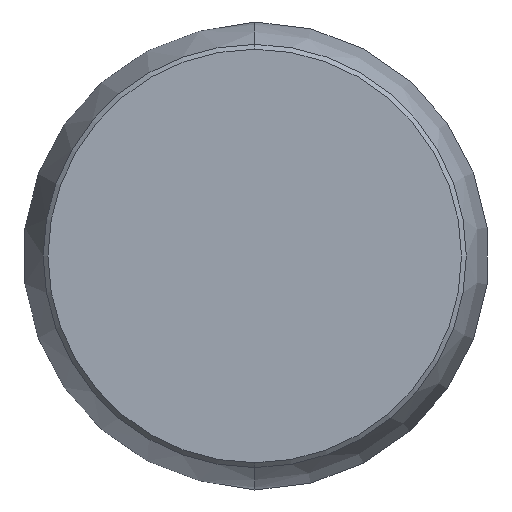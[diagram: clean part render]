
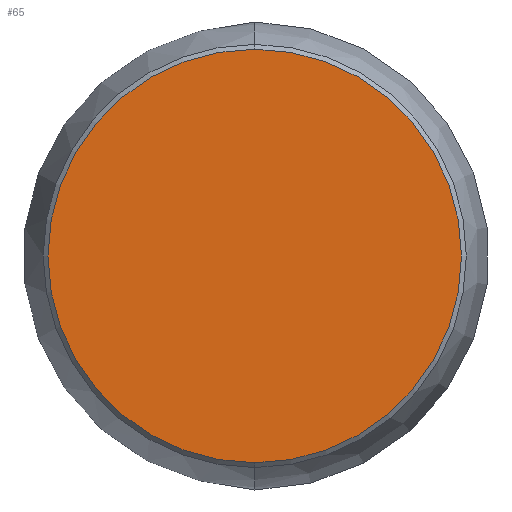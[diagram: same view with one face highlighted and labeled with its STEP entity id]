
A CAD part, left-side view. The second image highlights one B-rep face of the part: STEP entity #65.
In plain terms, the highlighted planar face has unit normal (-1, 0, 0).
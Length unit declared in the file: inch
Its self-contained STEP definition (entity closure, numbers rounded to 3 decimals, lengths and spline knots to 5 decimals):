
#65 = ADVANCED_FACE ( 'NONE', ( #1190 ), #726, .F. ) ;
#77 = EDGE_CURVE ( 'NONE', #1383, #93, #1733, .T. ) ;
#93 = VERTEX_POINT ( 'NONE', #1519 ) ;
#177 = CIRCLE ( 'NONE', #743, 0.03225 ) ;
#309 = ORIENTED_EDGE ( 'NONE', *, *, #77, .F. ) ;
#411 = CARTESIAN_POINT ( 'NONE',  ( 0., 0., 0.03225 ) ) ;
#425 = EDGE_CURVE ( 'NONE', #93, #1383, #177, .T. ) ;
#726 = PLANE ( 'NONE',  #1300 ) ;
#743 = AXIS2_PLACEMENT_3D ( 'NONE', #1767, #1770, #1779 ) ;
#898 = EDGE_LOOP ( 'NONE', ( #309, #1213 ) ) ;
#1139 = CARTESIAN_POINT ( 'NONE',  ( 0., -0.03225, 0. ) ) ;
#1186 = AXIS2_PLACEMENT_3D ( 'NONE', #1392, #1409, #1420 ) ;
#1190 = FACE_OUTER_BOUND ( 'NONE', #898, .T. ) ;
#1213 = ORIENTED_EDGE ( 'NONE', *, *, #425, .F. ) ;
#1249 = DIRECTION ( 'NONE',  ( 1., 0., 0. ) ) ;
#1266 = DIRECTION ( 'NONE',  ( 0., 0., 1. ) ) ;
#1300 = AXIS2_PLACEMENT_3D ( 'NONE', #1139, #1249, #1266 ) ;
#1383 = VERTEX_POINT ( 'NONE', #411 ) ;
#1392 = CARTESIAN_POINT ( 'NONE',  ( 0., 0., 0. ) ) ;
#1409 = DIRECTION ( 'NONE',  ( 1., 0., 0. ) ) ;
#1420 = DIRECTION ( 'NONE',  ( 0., 0., 1. ) ) ;
#1519 = CARTESIAN_POINT ( 'NONE',  ( 0., 0., -0.03225 ) ) ;
#1733 = CIRCLE ( 'NONE', #1186, 0.03225 ) ;
#1767 = CARTESIAN_POINT ( 'NONE',  ( 0., 0., 0. ) ) ;
#1770 = DIRECTION ( 'NONE',  ( 1., 0., 0. ) ) ;
#1779 = DIRECTION ( 'NONE',  ( 0., 0., 1. ) ) ;
